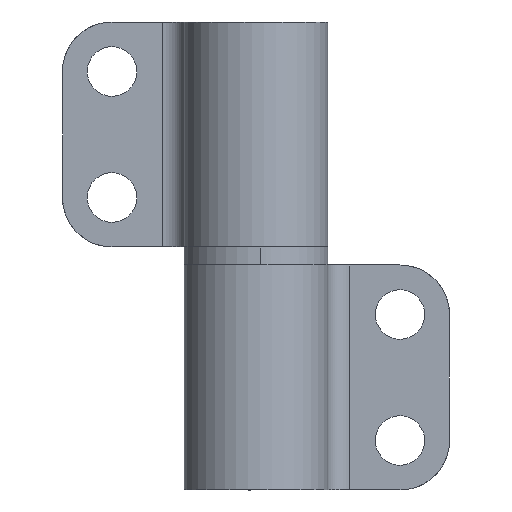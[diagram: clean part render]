
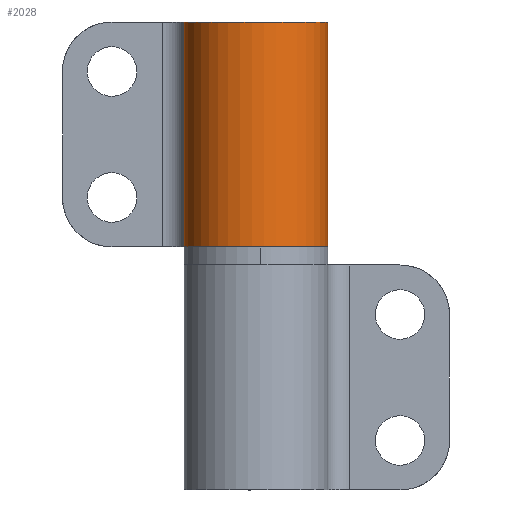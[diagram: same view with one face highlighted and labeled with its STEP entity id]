
A CAD part, front view. The second image highlights one B-rep face of the part: STEP entity #2028.
In plain terms, the highlighted free-form (B-spline) face has degree [1, 2] with [2, 7] control points.
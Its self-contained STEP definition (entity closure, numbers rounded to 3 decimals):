
#1817=CARTESIAN_POINT('',(-7.918,1.143,27.0));
#1818=VERTEX_POINT('',#1817);
#1836=CARTESIAN_POINT('',(-7.918,1.143,52.0));
#1837=VERTEX_POINT('',#1836);
#1838=CARTESIAN_POINT('',(-7.918,1.143,52.0));
#1839=CARTESIAN_POINT('',(-7.918,1.143,27.0));
#1840=QUASI_UNIFORM_CURVE('',1,(#1838,#1839),.UNSPECIFIED.,.F.,.U.);
#1841=EDGE_CURVE('',#1837,#1818,#1840,.T.);
#1927=CARTESIAN_POINT('',(0.0,8.,27.0));
#1928=VERTEX_POINT('',#1927);
#1937=CARTESIAN_POINT('',(0.0,8.,52.0));
#1938=VERTEX_POINT('',#1937);
#1944=CARTESIAN_POINT('',(0.0,8.,52.0));
#1945=CARTESIAN_POINT('',(0.0,8.,27.0));
#1946=QUASI_UNIFORM_CURVE('',1,(#1944,#1945),.UNSPECIFIED.,.F.,.U.);
#1947=EDGE_CURVE('',#1938,#1928,#1946,.T.);
#1964=CARTESIAN_POINT('',(-7.908,1.212,52.625));
#1965=CARTESIAN_POINT('',(-7.908,1.212,26.359));
#1966=CARTESIAN_POINT('',(-9.207,-7.268,52.625));
#1967=CARTESIAN_POINT('',(-9.207,-7.268,26.359));
#1968=CARTESIAN_POINT('',(-0.657,-7.973,52.625));
#1969=CARTESIAN_POINT('',(-0.657,-7.973,26.359));
#1970=CARTESIAN_POINT('',(7.893,-8.678,52.625));
#1971=CARTESIAN_POINT('',(7.893,-8.678,26.359));
#1972=CARTESIAN_POINT('',(7.999,-0.1,52.625));
#1973=CARTESIAN_POINT('',(7.999,-0.1,26.359));
#1974=CARTESIAN_POINT('',(8.106,8.479,52.625));
#1975=CARTESIAN_POINT('',(8.106,8.479,26.359));
#1976=CARTESIAN_POINT('',(-0.459,7.987,52.625));
#1977=CARTESIAN_POINT('',(-0.459,7.987,26.359));
#1985=(BOUNDED_SURFACE()B_SPLINE_SURFACE(1,2,((#1964,#1966,#1968,#1970,#1972,#1974,#1976),(#1965,#1967,#1969,#1971,#1973,#1975,#1977)),.UNSPECIFIED.,.F.,.F.,.U.)B_SPLINE_SURFACE_WITH_KNOTS((2,2),(3,2,2,3),(0.0,26.266),(0.0,13.914,27.828,41.742),.UNSPECIFIED.)GEOMETRIC_REPRESENTATION_ITEM()RATIONAL_B_SPLINE_SURFACE(((1.0,0.682,1.0,0.682,1.0,0.682,1.0),(1.0,0.682,1.0,0.682,1.0,0.682,1.0)))REPRESENTATION_ITEM('')SURFACE());
#1986=CARTESIAN_POINT('',(-7.918,1.143,27.0));
#1987=CARTESIAN_POINT('',(-8.712,-4.355,27.0));
#1988=CARTESIAN_POINT('',(-3.837,-7.02,27.0));
#1989=CARTESIAN_POINT('',(1.038,-9.684,27.0));
#1990=CARTESIAN_POINT('',(5.237,-6.047,27.0));
#1991=CARTESIAN_POINT('',(9.437,-2.411,27.0));
#1992=CARTESIAN_POINT('',(7.496,2.795,27.0));
#1993=CARTESIAN_POINT('',(5.555,8.0,27.0));
#1994=CARTESIAN_POINT('',(0.0,8.,27.0));
#2002=(BOUNDED_CURVE()B_SPLINE_CURVE(2,(#1986,#1987,#1988,#1989,#1990,#1991,#1992,#1993,#1994),.UNSPECIFIED.,.F.,.U.)B_SPLINE_CURVE_WITH_KNOTS((3,2,2,2,3),(0.0,0.25,0.5,0.75,1.0),.UNSPECIFIED.)CURVE()GEOMETRIC_REPRESENTATION_ITEM()RATIONAL_B_SPLINE_CURVE((1.0,0.821,1.0,0.821,1.0,0.821,1.0,0.821,1.0))REPRESENTATION_ITEM(''));
#2003=EDGE_CURVE('',#1818,#1928,#2002,.T.);
#2004=ORIENTED_EDGE('',*,*,#2003,.T.);
#2005=ORIENTED_EDGE('',*,*,#1947,.F.);
#2006=CARTESIAN_POINT('',(-7.918,1.143,52.0));
#2007=CARTESIAN_POINT('',(-8.712,-4.355,52.));
#2008=CARTESIAN_POINT('',(-3.837,-7.02,52.0));
#2009=CARTESIAN_POINT('',(1.038,-9.684,52.));
#2010=CARTESIAN_POINT('',(5.237,-6.047,52.0));
#2011=CARTESIAN_POINT('',(9.437,-2.411,52.));
#2012=CARTESIAN_POINT('',(7.496,2.795,52.0));
#2013=CARTESIAN_POINT('',(5.555,8.0,52.));
#2014=CARTESIAN_POINT('',(0.0,8.,52.0));
#2022=(BOUNDED_CURVE()B_SPLINE_CURVE(2,(#2006,#2007,#2008,#2009,#2010,#2011,#2012,#2013,#2014),.UNSPECIFIED.,.F.,.U.)B_SPLINE_CURVE_WITH_KNOTS((3,2,2,2,3),(0.0,0.25,0.5,0.75,1.0),.UNSPECIFIED.)CURVE()GEOMETRIC_REPRESENTATION_ITEM()RATIONAL_B_SPLINE_CURVE((1.0,0.821,1.0,0.821,1.0,0.821,1.0,0.821,1.0))REPRESENTATION_ITEM(''));
#2023=EDGE_CURVE('',#1837,#1938,#2022,.T.);
#2024=ORIENTED_EDGE('',*,*,#2023,.F.);
#2025=ORIENTED_EDGE('',*,*,#1841,.T.);
#2026=EDGE_LOOP('',(#2004,#2005,#2024,#2025));
#2027=FACE_OUTER_BOUND('',#2026,.T.);
#2028=ADVANCED_FACE('',(#2027),#1985,.T.);
